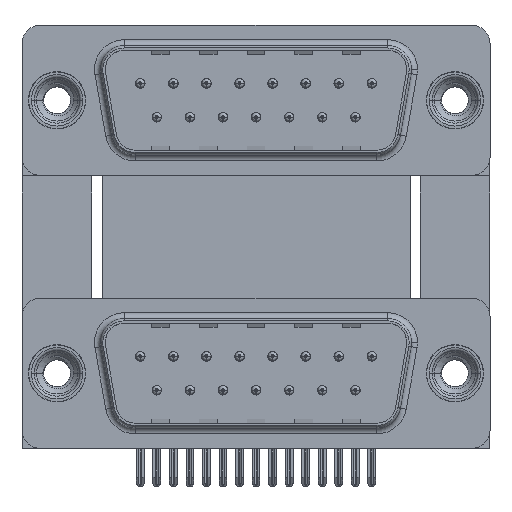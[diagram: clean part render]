
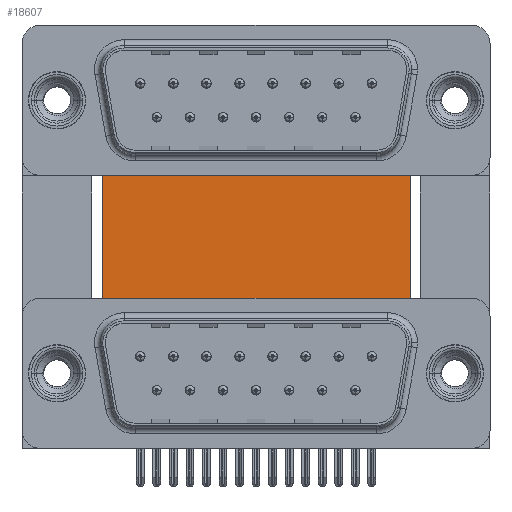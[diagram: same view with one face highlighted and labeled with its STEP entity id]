
A CAD part, top view. The second image highlights one B-rep face of the part: STEP entity #18607.
In plain terms, the highlighted planar face has unit normal (0, 0, 1).
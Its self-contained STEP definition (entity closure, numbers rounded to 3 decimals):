
#201 = CARTESIAN_POINT ( 'NONE',  ( 29.58, -3.735, -12. ) ) ;
#1983 = LINE ( 'NONE', #2312, #5078 ) ;
#2312 = CARTESIAN_POINT ( 'NONE',  ( 3.79, 16.585, -12. ) ) ;
#2925 = VECTOR ( 'NONE', #16341, 1000. ) ;
#5078 = VECTOR ( 'NONE', #30873, 1000. ) ;
#6260 = CARTESIAN_POINT ( 'NONE',  ( 3.79, -3.735, -12. ) ) ;
#7000 = LINE ( 'NONE', #17408, #29453 ) ;
#7037 = VERTEX_POINT ( 'NONE', #201 ) ;
#7543 = EDGE_CURVE ( 'NONE', #13463, #30512, #7000, .T. ) ;
#10241 = DIRECTION ( 'NONE',  ( 1., 0., 0. ) ) ;
#12358 = ORIENTED_EDGE ( 'NONE', *, *, #7543, .F. ) ;
#13463 = VERTEX_POINT ( 'NONE', #26159 ) ;
#13488 = VERTEX_POINT ( 'NONE', #26322 ) ;
#13763 = AXIS2_PLACEMENT_3D ( 'NONE', #29712, #21862, #13823 ) ;
#13823 = DIRECTION ( 'NONE',  ( -1., 0., 0. ) ) ;
#14378 = LINE ( 'NONE', #32343, #22328 ) ;
#16341 = DIRECTION ( 'NONE',  ( 1., 0., 0. ) ) ;
#17408 = CARTESIAN_POINT ( 'NONE',  ( 3.79, 16.585, -12. ) ) ;
#18474 = ORIENTED_EDGE ( 'NONE', *, *, #21851, .T. ) ;
#18607 = ADVANCED_FACE ( 'NONE', ( #26496 ), #21347, .F. ) ;
#19772 = ORIENTED_EDGE ( 'NONE', *, *, #31942, .T. ) ;
#21241 = ORIENTED_EDGE ( 'NONE', *, *, #29529, .F. ) ;
#21347 = PLANE ( 'NONE',  #13763 ) ;
#21501 = CARTESIAN_POINT ( 'NONE',  ( 29.58, 16.585, -12. ) ) ;
#21851 = EDGE_CURVE ( 'NONE', #13488, #7037, #27268, .T. ) ;
#21862 = DIRECTION ( 'NONE',  ( 0., 0., -1. ) ) ;
#22328 = VECTOR ( 'NONE', #24324, 1000. ) ;
#22774 = EDGE_LOOP ( 'NONE', ( #18474, #21241, #12358, #19772 ) ) ;
#24324 = DIRECTION ( 'NONE',  ( 0., -1., 0. ) ) ;
#26159 = CARTESIAN_POINT ( 'NONE',  ( 3.79, 16.585, -12. ) ) ;
#26322 = CARTESIAN_POINT ( 'NONE',  ( 3.79, -3.735, -12. ) ) ;
#26496 = FACE_OUTER_BOUND ( 'NONE', #22774, .T. ) ;
#27268 = LINE ( 'NONE', #6260, #2925 ) ;
#29453 = VECTOR ( 'NONE', #10241, 1000. ) ;
#29529 = EDGE_CURVE ( 'NONE', #30512, #7037, #14378, .T. ) ;
#29712 = CARTESIAN_POINT ( 'NONE',  ( 3.79, 16.585, -12. ) ) ;
#30512 = VERTEX_POINT ( 'NONE', #21501 ) ;
#30873 = DIRECTION ( 'NONE',  ( 0., -1., 0. ) ) ;
#31942 = EDGE_CURVE ( 'NONE', #13463, #13488, #1983, .T. ) ;
#32343 = CARTESIAN_POINT ( 'NONE',  ( 29.58, 16.585, -12. ) ) ;
